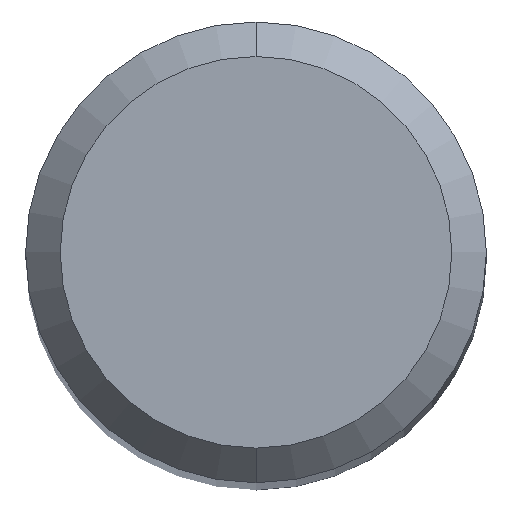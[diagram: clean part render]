
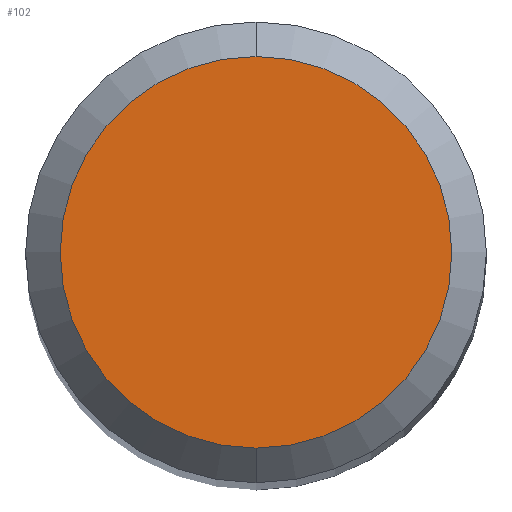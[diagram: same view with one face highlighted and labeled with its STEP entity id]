
A CAD part, top view. The second image highlights one B-rep face of the part: STEP entity #102.
In plain terms, the highlighted planar face has unit normal (0, 0, 1).
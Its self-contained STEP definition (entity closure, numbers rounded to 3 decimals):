
#102=ADVANCED_FACE('',(#251),#252,.T.);
#112=VERTEX_POINT('',#264);
#160=EDGE_CURVE('',#186,#112,#316,.T.);
#186=VERTEX_POINT('',#346);
#216=EDGE_CURVE('',#112,#186,#382,.T.);
#251=FACE_OUTER_BOUND('',#412,.T.);
#252=PLANE('',#413);
#264=CARTESIAN_POINT('',(0.,-1.7,0.0));
#316=CIRCLE('',#493,1.7);
#346=CARTESIAN_POINT('',(0.0,1.7,0.0));
#382=CIRCLE('',#573,1.7);
#412=EDGE_LOOP('',(#594,#595));
#413=AXIS2_PLACEMENT_3D('',#596,#597,#598);
#493=AXIS2_PLACEMENT_3D('',#673,#674,#675);
#573=AXIS2_PLACEMENT_3D('',#775,#776,#777);
#594=ORIENTED_EDGE('',*,*,#160,.F.);
#595=ORIENTED_EDGE('',*,*,#216,.F.);
#596=CARTESIAN_POINT('',(0.0,0.85,0.0));
#597=DIRECTION('',(-0.0,0.0,1.0));
#598=DIRECTION('',(0.0,-1.0,0.0));
#673=CARTESIAN_POINT('',(0.0,0.0,0.0));
#674=DIRECTION('',(0.0,0.0,-1.0));
#675=DIRECTION('',(0.0,1.0,0.0));
#775=CARTESIAN_POINT('',(0.0,0.0,0.0));
#776=DIRECTION('',(0.0,0.0,-1.0));
#777=DIRECTION('',(0.0,1.0,0.0));
